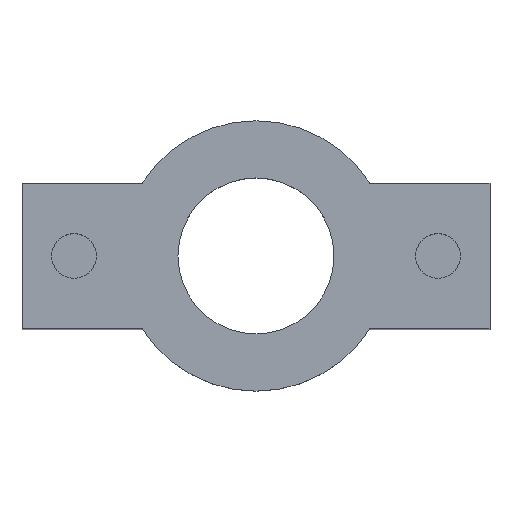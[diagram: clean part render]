
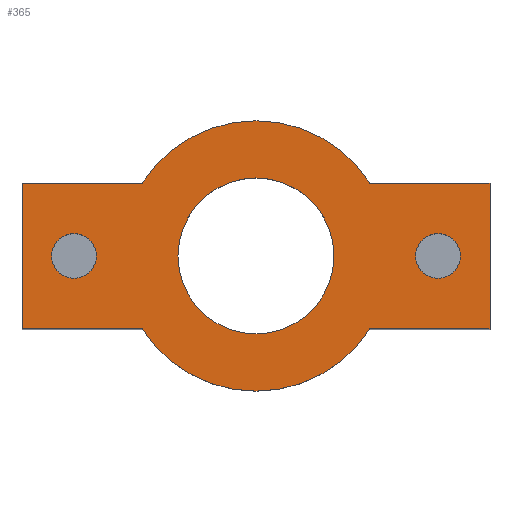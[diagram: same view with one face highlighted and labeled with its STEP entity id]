
A CAD part, top view. The second image highlights one B-rep face of the part: STEP entity #365.
In plain terms, the highlighted planar face has unit normal (0, 0, 1).
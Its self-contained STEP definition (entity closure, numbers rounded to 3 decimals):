
#18=FACE_BOUND('',#84,.T.);
#19=FACE_BOUND('',#85,.T.);
#20=FACE_BOUND('',#86,.T.);
#34=PLANE('',#420);
#57=FACE_OUTER_BOUND('',#83,.T.);
#83=EDGE_LOOP('',(#323,#324,#325,#326,#327,#328,#329,#330));
#84=EDGE_LOOP('',(#331));
#85=EDGE_LOOP('',(#332));
#86=EDGE_LOOP('',(#333));
#98=LINE('',#598,#127);
#101=LINE('',#604,#130);
#104=LINE('',#609,#133);
#108=LINE('',#620,#137);
#111=LINE('',#626,#140);
#114=LINE('',#631,#143);
#127=VECTOR('',#496,10.);
#130=VECTOR('',#501,10.);
#133=VECTOR('',#506,10.);
#137=VECTOR('',#518,10.);
#140=VECTOR('',#523,10.);
#143=VECTOR('',#528,10.);
#149=CIRCLE('',#389,2.15);
#151=CIRCLE('',#393,2.15);
#154=CIRCLE('',#398,13.);
#156=CIRCLE('',#401,7.5);
#157=CIRCLE('',#403,13.);
#167=VERTEX_POINT('',#550);
#169=VERTEX_POINT('',#557);
#171=VERTEX_POINT('',#564);
#174=VERTEX_POINT('',#569);
#176=VERTEX_POINT('',#575);
#177=VERTEX_POINT('',#579);
#179=VERTEX_POINT('',#582);
#183=VERTEX_POINT('',#597);
#185=VERTEX_POINT('',#603);
#189=VERTEX_POINT('',#619);
#191=VERTEX_POINT('',#625);
#199=EDGE_CURVE('',#167,#167,#149,.T.);
#202=EDGE_CURVE('',#169,#169,#151,.T.);
#208=EDGE_CURVE('',#171,#174,#154,.T.);
#211=EDGE_CURVE('',#176,#176,#156,.T.);
#213=EDGE_CURVE('',#179,#177,#157,.T.);
#221=EDGE_CURVE('',#174,#183,#98,.T.);
#224=EDGE_CURVE('',#183,#185,#101,.T.);
#227=EDGE_CURVE('',#185,#179,#104,.T.);
#232=EDGE_CURVE('',#177,#189,#108,.T.);
#235=EDGE_CURVE('',#189,#191,#111,.T.);
#238=EDGE_CURVE('',#191,#171,#114,.T.);
#323=ORIENTED_EDGE('',*,*,#238,.T.);
#324=ORIENTED_EDGE('',*,*,#208,.T.);
#325=ORIENTED_EDGE('',*,*,#221,.T.);
#326=ORIENTED_EDGE('',*,*,#224,.T.);
#327=ORIENTED_EDGE('',*,*,#227,.T.);
#328=ORIENTED_EDGE('',*,*,#213,.T.);
#329=ORIENTED_EDGE('',*,*,#232,.T.);
#330=ORIENTED_EDGE('',*,*,#235,.T.);
#331=ORIENTED_EDGE('',*,*,#199,.T.);
#332=ORIENTED_EDGE('',*,*,#202,.T.);
#333=ORIENTED_EDGE('',*,*,#211,.T.);
#365=ADVANCED_FACE('',(#57,#18,#19,#20),#34,.F.);
#389=AXIS2_PLACEMENT_3D('',#551,#443,#444);
#393=AXIS2_PLACEMENT_3D('',#558,#452,#453);
#398=AXIS2_PLACEMENT_3D('',#571,#465,#466);
#401=AXIS2_PLACEMENT_3D('',#577,#472,#473);
#403=AXIS2_PLACEMENT_3D('',#583,#477,#478);
#420=AXIS2_PLACEMENT_3D('',#634,#532,#533);
#443=DIRECTION('center_axis',(0.,0.,-1.));
#444=DIRECTION('ref_axis',(-1.,0.,0.));
#452=DIRECTION('center_axis',(0.,0.,-1.));
#453=DIRECTION('ref_axis',(-1.,0.,0.));
#465=DIRECTION('center_axis',(0.,0.,1.));
#466=DIRECTION('ref_axis',(-1.,0.,0.));
#472=DIRECTION('center_axis',(0.,0.,-1.));
#473=DIRECTION('ref_axis',(-1.,0.,0.));
#477=DIRECTION('center_axis',(0.,0.,1.));
#478=DIRECTION('ref_axis',(-1.,0.,0.));
#496=DIRECTION('',(-1.,0.,0.));
#501=DIRECTION('',(0.,-1.,0.));
#506=DIRECTION('',(1.,0.,0.));
#518=DIRECTION('',(1.,0.,0.));
#523=DIRECTION('',(0.,1.,0.));
#528=DIRECTION('',(-1.,0.,0.));
#532=DIRECTION('center_axis',(0.,0.,-1.));
#533=DIRECTION('ref_axis',(1.,0.,0.));
#550=CARTESIAN_POINT('',(-15.35,-40.,100.));
#551=CARTESIAN_POINT('Origin',(-17.5,-40.,100.));
#557=CARTESIAN_POINT('',(19.65,-40.,100.));
#558=CARTESIAN_POINT('Origin',(17.5,-40.,100.));
#564=CARTESIAN_POINT('',(10.954,-33.,100.));
#569=CARTESIAN_POINT('',(-10.954,-33.,100.));
#571=CARTESIAN_POINT('Origin',(0.,-40.,100.));
#575=CARTESIAN_POINT('',(7.5,-40.,100.));
#577=CARTESIAN_POINT('Origin',(0.,-40.,100.));
#579=CARTESIAN_POINT('',(10.954,-47.,100.));
#582=CARTESIAN_POINT('',(-10.954,-47.,100.));
#583=CARTESIAN_POINT('Origin',(0.,-40.,100.));
#597=CARTESIAN_POINT('',(-22.5,-33.,100.));
#598=CARTESIAN_POINT('',(22.5,-33.,100.));
#603=CARTESIAN_POINT('',(-22.5,-47.,100.));
#604=CARTESIAN_POINT('',(-22.5,-33.,100.));
#609=CARTESIAN_POINT('',(-22.5,-47.,100.));
#619=CARTESIAN_POINT('',(22.5,-47.,100.));
#620=CARTESIAN_POINT('',(-22.5,-47.,100.));
#625=CARTESIAN_POINT('',(22.5,-33.,100.));
#626=CARTESIAN_POINT('',(22.5,-47.,100.));
#631=CARTESIAN_POINT('',(22.5,-33.,100.));
#634=CARTESIAN_POINT('Origin',(16.727,-40.,100.));
